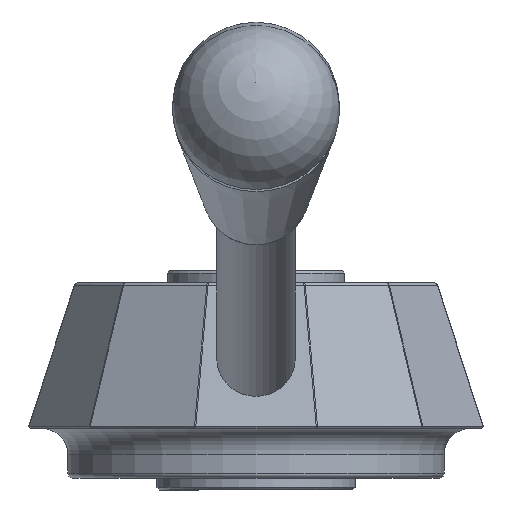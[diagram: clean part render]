
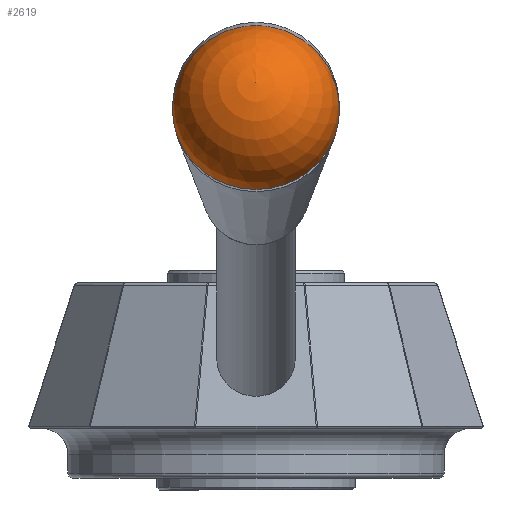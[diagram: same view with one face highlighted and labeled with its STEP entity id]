
A CAD part, left-side view. The second image highlights one B-rep face of the part: STEP entity #2619.
In plain terms, the highlighted spherical face has radius 16 mm.
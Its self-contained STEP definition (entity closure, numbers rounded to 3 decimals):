
#31=SPHERICAL_SURFACE('',#2770,16.);
#100=CIRCLE('',#2771,15.98);
#703=ORIENTED_EDGE('',*,*,#957,.T.);
#957=EDGE_CURVE('',#1097,#1097,#100,.T.);
#1097=VERTEX_POINT('',#4230);
#1303=EDGE_LOOP('',(#703));
#1489=FACE_BOUND('',#1303,.T.);
#2619=ADVANCED_FACE('',(#1489),#31,.T.);
#2770=AXIS2_PLACEMENT_3D('',#4228,#3125,#3126);
#2771=AXIS2_PLACEMENT_3D('',#4229,#3127,#3128);
#3125=DIRECTION('',(-0.951,0.,0.309));
#3126=DIRECTION('',(0.309,0.,0.951));
#3127=DIRECTION('',(-0.951,0.,0.309));
#3128=DIRECTION('',(-0.309,0.,-0.951));
#4228=CARTESIAN_POINT('',(-186.751,0.,70.712));
#4229=CARTESIAN_POINT('',(-185.983,0.,70.463));
#4230=CARTESIAN_POINT('',(-190.921,0.,55.265));
